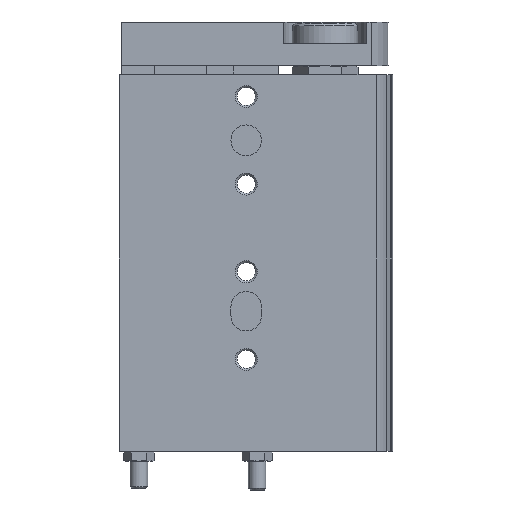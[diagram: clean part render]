
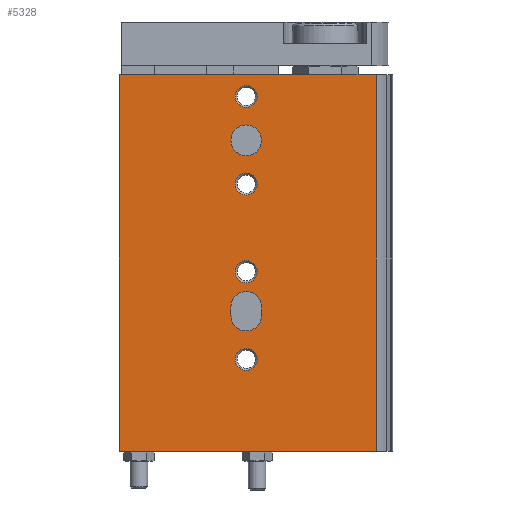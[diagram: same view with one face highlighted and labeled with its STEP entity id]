
A CAD part, front view. The second image highlights one B-rep face of the part: STEP entity #5328.
In plain terms, the highlighted planar face has unit normal (0, -1, 0).
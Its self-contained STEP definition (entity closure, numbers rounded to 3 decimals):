
#316=CIRCLE('',#5747,2.5);
#317=CIRCLE('',#5748,2.5);
#318=CIRCLE('',#5749,2.5);
#319=CIRCLE('',#5750,2.5);
#320=CIRCLE('',#5751,3.5);
#321=CIRCLE('',#5752,3.5);
#322=CIRCLE('',#5753,3.5);
#695=ORIENTED_EDGE('',*,*,#2173,.F.);
#696=ORIENTED_EDGE('',*,*,#2174,.F.);
#697=ORIENTED_EDGE('',*,*,#2175,.F.);
#698=ORIENTED_EDGE('',*,*,#2176,.F.);
#699=ORIENTED_EDGE('',*,*,#2177,.F.);
#700=ORIENTED_EDGE('',*,*,#2178,.F.);
#701=ORIENTED_EDGE('',*,*,#2179,.F.);
#702=ORIENTED_EDGE('',*,*,#2180,.F.);
#703=ORIENTED_EDGE('',*,*,#2181,.F.);
#704=ORIENTED_EDGE('',*,*,#2115,.T.);
#705=ORIENTED_EDGE('',*,*,#2182,.F.);
#706=ORIENTED_EDGE('',*,*,#2183,.F.);
#707=ORIENTED_EDGE('',*,*,#2171,.T.);
#2115=EDGE_CURVE('',#2860,#2859,#3359,.T.);
#2171=EDGE_CURVE('',#2902,#2860,#3389,.T.);
#2173=EDGE_CURVE('',#2903,#2903,#316,.T.);
#2174=EDGE_CURVE('',#2904,#2904,#317,.T.);
#2175=EDGE_CURVE('',#2905,#2905,#318,.T.);
#2176=EDGE_CURVE('',#2906,#2906,#319,.T.);
#2177=EDGE_CURVE('',#2907,#2908,#3390,.T.);
#2178=EDGE_CURVE('',#2909,#2907,#320,.F.);
#2179=EDGE_CURVE('',#2910,#2909,#3391,.T.);
#2180=EDGE_CURVE('',#2908,#2910,#321,.F.);
#2181=EDGE_CURVE('',#2911,#2911,#322,.F.);
#2182=EDGE_CURVE('',#2912,#2859,#3392,.T.);
#2183=EDGE_CURVE('',#2902,#2912,#3393,.T.);
#2859=VERTEX_POINT('',#8077);
#2860=VERTEX_POINT('',#8079);
#2902=VERTEX_POINT('',#8191);
#2903=VERTEX_POINT('',#8195);
#2904=VERTEX_POINT('',#8197);
#2905=VERTEX_POINT('',#8199);
#2906=VERTEX_POINT('',#8201);
#2907=VERTEX_POINT('',#8203);
#2908=VERTEX_POINT('',#8204);
#2909=VERTEX_POINT('',#8206);
#2910=VERTEX_POINT('',#8208);
#2911=VERTEX_POINT('',#8211);
#2912=VERTEX_POINT('',#8213);
#3359=LINE('',#8078,#3789);
#3389=LINE('',#8190,#3819);
#3390=LINE('',#8202,#3820);
#3391=LINE('',#8207,#3821);
#3392=LINE('',#8212,#3822);
#3393=LINE('',#8214,#3823);
#3789=VECTOR('',#6387,1000.);
#3819=VECTOR('',#6497,1000.);
#3820=VECTOR('',#6510,1000.);
#3821=VECTOR('',#6513,1000.);
#3822=VECTOR('',#6518,1000.);
#3823=VECTOR('',#6519,1000.);
#4207=EDGE_LOOP('',(#695));
#4208=EDGE_LOOP('',(#696));
#4209=EDGE_LOOP('',(#697));
#4210=EDGE_LOOP('',(#698));
#4211=EDGE_LOOP('',(#699,#700,#701,#702));
#4212=EDGE_LOOP('',(#703));
#4213=EDGE_LOOP('',(#704,#705,#706,#707));
#4676=FACE_BOUND('',#4207,.T.);
#4677=FACE_BOUND('',#4208,.T.);
#4678=FACE_BOUND('',#4209,.T.);
#4679=FACE_BOUND('',#4210,.T.);
#4680=FACE_BOUND('',#4211,.T.);
#4681=FACE_BOUND('',#4212,.T.);
#4682=FACE_BOUND('',#4213,.T.);
#5123=PLANE('',#5746);
#5328=ADVANCED_FACE('',(#4676,#4677,#4678,#4679,#4680,#4681,#4682),#5123,
 .F.);
#5746=AXIS2_PLACEMENT_3D('',#8193,#6500,#6501);
#5747=AXIS2_PLACEMENT_3D('',#8194,#6502,#6503);
#5748=AXIS2_PLACEMENT_3D('',#8196,#6504,#6505);
#5749=AXIS2_PLACEMENT_3D('',#8198,#6506,#6507);
#5750=AXIS2_PLACEMENT_3D('',#8200,#6508,#6509);
#5751=AXIS2_PLACEMENT_3D('',#8205,#6511,#6512);
#5752=AXIS2_PLACEMENT_3D('',#8209,#6514,#6515);
#5753=AXIS2_PLACEMENT_3D('',#8210,#6516,#6517);
#6387=DIRECTION('',(0.,0.,-1.));
#6497=DIRECTION('',(-1.,0.,0.));
#6500=DIRECTION('',(0.,1.,0.));
#6501=DIRECTION('',(0.,0.,1.));
#6502=DIRECTION('',(0.,-1.,0.));
#6503=DIRECTION('',(0.,0.,-1.));
#6504=DIRECTION('',(0.,-1.,0.));
#6505=DIRECTION('',(0.,0.,-1.));
#6506=DIRECTION('',(0.,-1.,0.));
#6507=DIRECTION('',(0.,0.,-1.));
#6508=DIRECTION('',(0.,-1.,0.));
#6509=DIRECTION('',(0.,0.,-1.));
#6510=DIRECTION('',(1.,0.,0.));
#6511=DIRECTION('',(0.,1.,0.));
#6512=DIRECTION('',(0.,0.,1.));
#6513=DIRECTION('',(-1.,0.,0.));
#6514=DIRECTION('',(0.,1.,0.));
#6515=DIRECTION('',(0.,0.,1.));
#6516=DIRECTION('',(0.,1.,0.));
#6517=DIRECTION('',(0.,0.,1.));
#6518=DIRECTION('',(-1.,0.,0.));
#6519=DIRECTION('',(0.,0.,-1.));
#8077=CARTESIAN_POINT('',(0.,0.,-31.25));
#8078=CARTESIAN_POINT('',(0.,0.,27.377));
#8079=CARTESIAN_POINT('',(0.,0.,27.377));
#8190=CARTESIAN_POINT('',(86.,0.,27.377));
#8191=CARTESIAN_POINT('',(86.,0.,27.377));
#8193=CARTESIAN_POINT('',(86.,0.,27.377));
#8194=CARTESIAN_POINT('',(65.,0.,-2.25));
#8195=CARTESIAN_POINT('',(65.,0.,-4.75));
#8196=CARTESIAN_POINT('',(45.,0.,-2.25));
#8197=CARTESIAN_POINT('',(45.,0.,-4.75));
#8198=CARTESIAN_POINT('',(25.,0.,-2.25));
#8199=CARTESIAN_POINT('',(25.,0.,-4.75));
#8200=CARTESIAN_POINT('',(5.,0.,-2.25));
#8201=CARTESIAN_POINT('',(5.,0.,-4.75));
#8202=CARTESIAN_POINT('',(86.,0.,-5.75));
#8203=CARTESIAN_POINT('',(53.,0.,-5.75));
#8204=CARTESIAN_POINT('',(55.,0.,-5.75));
#8205=CARTESIAN_POINT('',(53.,0.,-2.25));
#8206=CARTESIAN_POINT('',(53.,0.,1.25));
#8207=CARTESIAN_POINT('',(86.,0.,1.25));
#8208=CARTESIAN_POINT('',(55.,0.,1.25));
#8209=CARTESIAN_POINT('',(55.,0.,-2.25));
#8210=CARTESIAN_POINT('',(15.,0.,-2.25));
#8211=CARTESIAN_POINT('',(15.,0.,1.25));
#8212=CARTESIAN_POINT('',(86.,0.,-31.25));
#8213=CARTESIAN_POINT('',(86.,0.,-31.25));
#8214=CARTESIAN_POINT('',(86.,0.,27.377));
